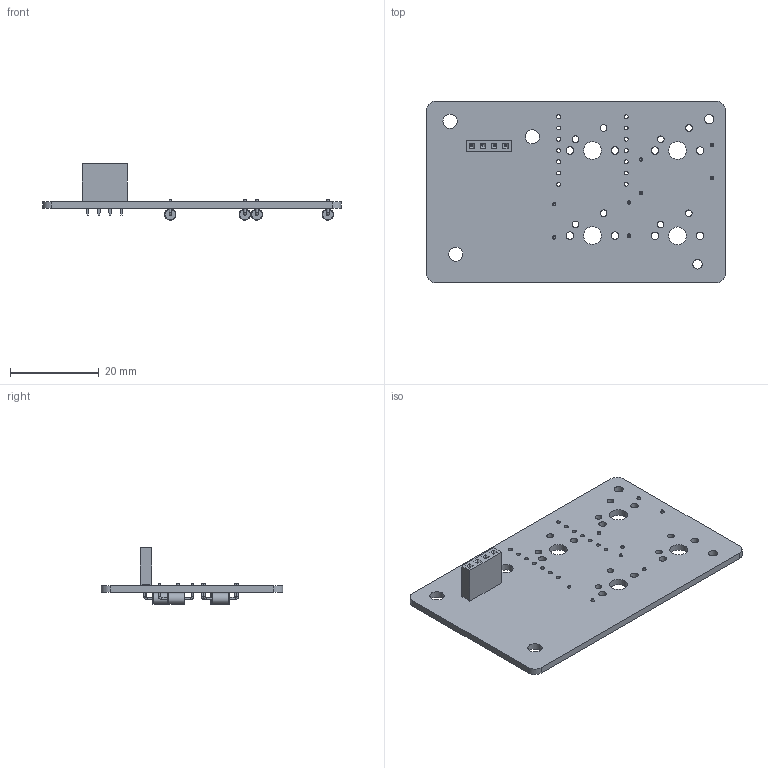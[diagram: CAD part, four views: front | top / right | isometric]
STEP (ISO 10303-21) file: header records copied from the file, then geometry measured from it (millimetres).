
FILE_DESCRIPTION(('KiCad electronic assembly'),'2;1');
FILE_NAME('macro.step','2025-06-28T14:55:57',('Pcbnew'),('Kicad'), 'Open CASCADE STEP processor 7.8','KiCad to STEP converter','Unknown' );
FILE_SCHEMA(('AUTOMOTIVE_DESIGN { 1 0 10303 214 1 1 1 1 }'));
Length unit declared in the file: millimetre
Products named in the file (4): macro 1; PinSocket_1x04_P2.54mm_Vertical; C_Axial_L3.8mm_D2.6mm_P7.50mm_Horizontal; macro_PCB
Assembly tree (6 placements, depth 2):
  macro 1
    PinSocket_1x04_P2.54mm_Vertical
    C_Axial_L3.8mm_D2.6mm_P7.50mm_Horizontal  x4
    macro_PCB
Bounding box: 67.3 x 41 x 12.78 mm (x, y, z)
Volume: 4256.6 mm3; surface area: 6552.7 mm2
Topology: 6 solids, 6 shells, 235 faces, 569 edges, 370 vertices
Faces by surface type: plane 144, cylinder 83, revolution 8
Full cylindrical faces by diameter (mm): 0.5 x16, 0.8 x8, 0.889 x14, 1 x4, 1.5 x8, 1.7 x8, 2.1 x2, 2.34 x8, 2.6 x4, 3.2 x3, 4 x4
Entity records: 7546 total; most frequent: CARTESIAN_POINT 1021, DIRECTION 1020, ORIENTED_EDGE 994, EDGE_CURVE 497, LINE 370, VECTOR 370, VERTEX_POINT 325, AXIS2_PLACEMENT_3D 324
